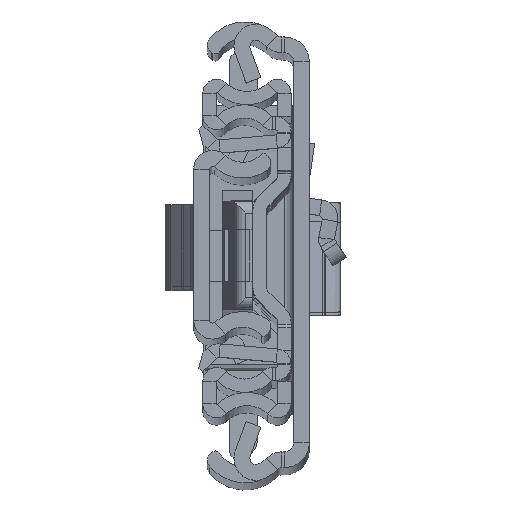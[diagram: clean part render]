
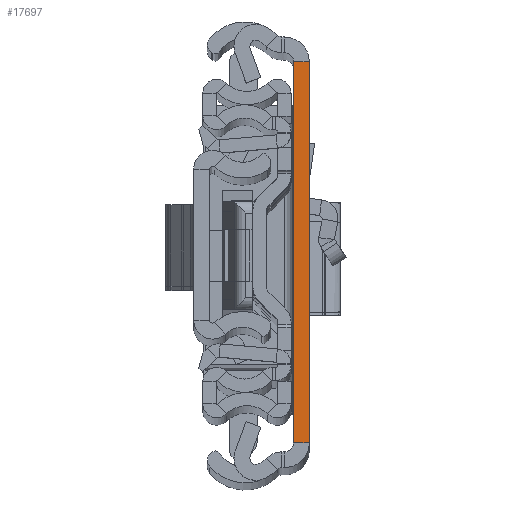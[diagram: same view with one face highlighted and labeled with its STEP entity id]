
A CAD part, top view. The second image highlights one B-rep face of the part: STEP entity #17697.
In plain terms, the highlighted planar face has unit normal (0, 0, 1).
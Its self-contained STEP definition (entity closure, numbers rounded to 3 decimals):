
#378 = CARTESIAN_POINT ( 'NONE',  ( 2.6, -31.5, 0. ) ) ;
#699 = CARTESIAN_POINT ( 'NONE',  ( 2.6, -31.5, 0. ) ) ;
#1834 = VECTOR ( 'NONE', #18435, 1000. ) ;
#2067 = ORIENTED_EDGE ( 'NONE', *, *, #8521, .T. ) ;
#2492 = VERTEX_POINT ( 'NONE', #699 ) ;
#2541 = DIRECTION ( 'NONE',  ( 1., 0., 0. ) ) ;
#2894 = CARTESIAN_POINT ( 'NONE',  ( 0., 31.5, 0. ) ) ;
#3109 = VERTEX_POINT ( 'NONE', #6469 ) ;
#4027 = LINE ( 'NONE', #16053, #19013 ) ;
#5139 = EDGE_CURVE ( 'NONE', #3109, #13054, #14498, .T. ) ;
#5161 = CARTESIAN_POINT ( 'NONE',  ( 2.6, -31.5, 0. ) ) ;
#5567 = ORIENTED_EDGE ( 'NONE', *, *, #12096, .F. ) ;
#5906 = CARTESIAN_POINT ( 'NONE',  ( 2.6, 31.5, 0. ) ) ;
#6469 = CARTESIAN_POINT ( 'NONE',  ( 0., -31.5, 0. ) ) ;
#7198 = DIRECTION ( 'NONE',  ( 1., 0., 0. ) ) ;
#7205 = DIRECTION ( 'NONE',  ( 0., 1., 0. ) ) ;
#8459 = VERTEX_POINT ( 'NONE', #5906 ) ;
#8521 = EDGE_CURVE ( 'NONE', #3109, #2492, #19421, .T. ) ;
#8811 = EDGE_CURVE ( 'NONE', #2492, #8459, #16838, .T. ) ;
#8840 = CARTESIAN_POINT ( 'NONE',  ( 2.6, -31.5, 0. ) ) ;
#12096 = EDGE_CURVE ( 'NONE', #13054, #8459, #4027, .T. ) ;
#12644 = FACE_OUTER_BOUND ( 'NONE', #18740, .T. ) ;
#13054 = VERTEX_POINT ( 'NONE', #2894 ) ;
#14498 = LINE ( 'NONE', #14787, #17686 ) ;
#14698 = DIRECTION ( 'NONE',  ( 0., 1., 0. ) ) ;
#14787 = CARTESIAN_POINT ( 'NONE',  ( 0., -31.5, 0. ) ) ;
#16053 = CARTESIAN_POINT ( 'NONE',  ( 2.6, 31.5, 0. ) ) ;
#16061 = ORIENTED_EDGE ( 'NONE', *, *, #5139, .F. ) ;
#16274 = DIRECTION ( 'NONE',  ( 0., 0., -1. ) ) ;
#16294 = VECTOR ( 'NONE', #7198, 1000. ) ;
#16838 = LINE ( 'NONE', #378, #1834 ) ;
#16919 = AXIS2_PLACEMENT_3D ( 'NONE', #5161, #16274, #14698 ) ;
#17686 = VECTOR ( 'NONE', #7205, 1000. ) ;
#17697 = ADVANCED_FACE ( 'NONE', ( #12644 ), #18671, .F. ) ;
#17923 = ORIENTED_EDGE ( 'NONE', *, *, #8811, .T. ) ;
#18435 = DIRECTION ( 'NONE',  ( 0., 1., 0. ) ) ;
#18671 = PLANE ( 'NONE',  #16919 ) ;
#18740 = EDGE_LOOP ( 'NONE', ( #5567, #16061, #2067, #17923 ) ) ;
#19013 = VECTOR ( 'NONE', #2541, 1000. ) ;
#19421 = LINE ( 'NONE', #8840, #16294 ) ;
